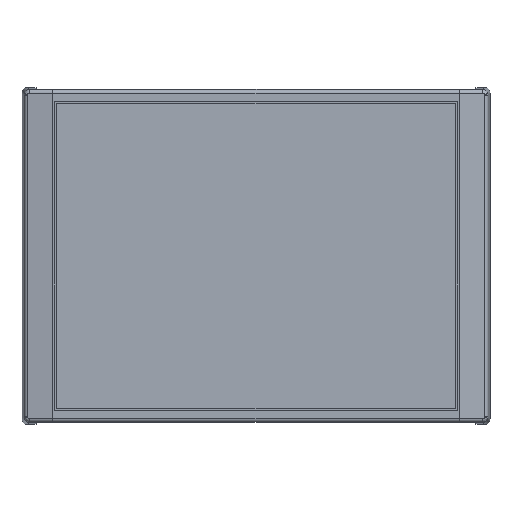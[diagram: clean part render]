
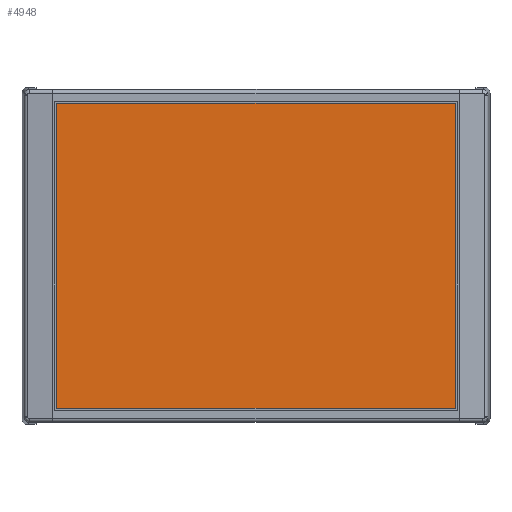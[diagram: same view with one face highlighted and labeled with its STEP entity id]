
A CAD part, top view. The second image highlights one B-rep face of the part: STEP entity #4948.
In plain terms, the highlighted planar face has unit normal (0, 0, 1).
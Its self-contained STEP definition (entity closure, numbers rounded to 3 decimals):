
#1334=DIRECTION('',(-1.,0.,0.));
#1335=VECTOR('',#1334,213.);
#1336=CARTESIAN_POINT('',(106.5,81.5,24.75));
#1337=LINE('',#1336,#1335);
#1338=DIRECTION('',(0.,1.,0.));
#1339=VECTOR('',#1338,163.);
#1340=CARTESIAN_POINT('',(-106.5,-81.5,24.75));
#1341=LINE('',#1340,#1339);
#1342=DIRECTION('',(0.,-1.,0.));
#1343=VECTOR('',#1342,163.);
#1344=CARTESIAN_POINT('',(106.5,81.5,24.75));
#1345=LINE('',#1344,#1343);
#1354=DIRECTION('',(1.,0.,0.));
#1355=VECTOR('',#1354,213.);
#1356=CARTESIAN_POINT('',(-106.5,-81.5,24.75));
#1357=LINE('',#1356,#1355);
#2801=CARTESIAN_POINT('',(106.5,81.5,24.75));
#2802=CARTESIAN_POINT('',(106.5,-81.5,24.75));
#2803=VERTEX_POINT('',#2801);
#2804=VERTEX_POINT('',#2802);
#2805=CARTESIAN_POINT('',(-106.5,-81.5,24.75));
#2806=CARTESIAN_POINT('',(-106.5,81.5,24.75));
#2807=VERTEX_POINT('',#2805);
#2808=VERTEX_POINT('',#2806);
#4935=CARTESIAN_POINT('',(0.,0.,24.75));
#4936=DIRECTION('',(0.,0.,1.));
#4937=DIRECTION('',(1.,0.,0.));
#4938=AXIS2_PLACEMENT_3D('',#4935,#4936,#4937);
#4939=PLANE('',#4938);
#4940=ORIENTED_EDGE('',*,*,#4916,.F.);
#4942=ORIENTED_EDGE('',*,*,#4941,.T.);
#4944=ORIENTED_EDGE('',*,*,#4943,.F.);
#4945=ORIENTED_EDGE('',*,*,#4926,.T.);
#4946=EDGE_LOOP('',(#4940,#4942,#4944,#4945));
#4947=FACE_OUTER_BOUND('',#4946,.F.);
#4948=ADVANCED_FACE('',(#4947),#4939,.T.);
#4916=EDGE_CURVE('',#2803,#2808,#1337,.T.);
#4926=EDGE_CURVE('',#2807,#2808,#1341,.T.);
#4941=EDGE_CURVE('',#2803,#2804,#1345,.T.);
#4943=EDGE_CURVE('',#2807,#2804,#1357,.T.);
